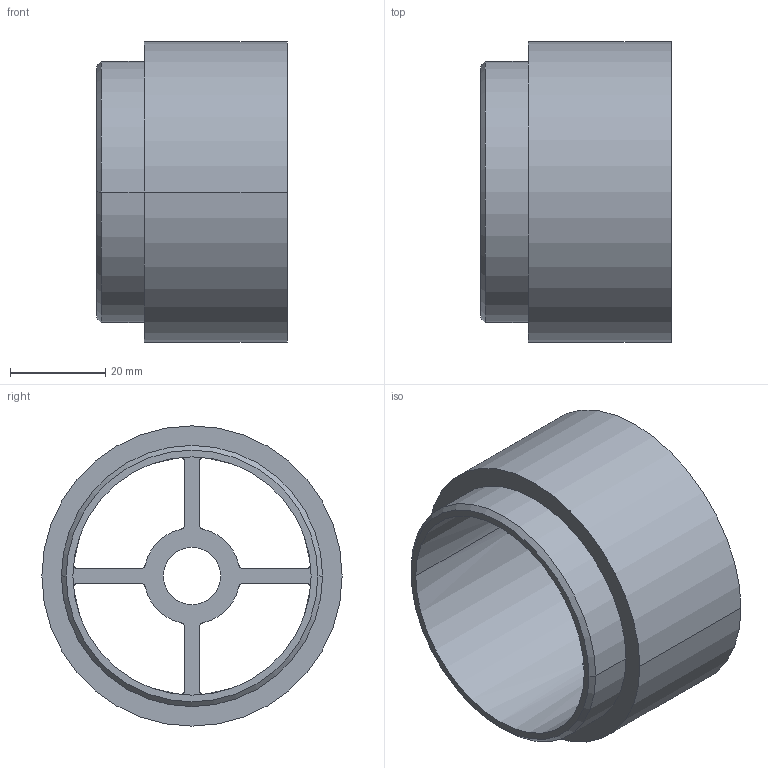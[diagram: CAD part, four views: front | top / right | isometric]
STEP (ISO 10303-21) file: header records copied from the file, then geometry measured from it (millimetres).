
FILE_DESCRIPTION (( 'STEP AP214' ), '1' );
FILE_NAME ('embout male v2.STEP', '2021-07-15T09:13:43', ( '' ), ( '' ), 'SwSTEP 2.0', 'SolidWorks 2020', '' );
FILE_SCHEMA (( 'AUTOMOTIVE_DESIGN' ));
Length unit declared in the file: millimetre
Products named in the file (1): embout male v2
Bounding box: 40 x 63 x 63 mm (x, y, z)
Volume: 41030.5 mm3; surface area: 18515.7 mm2
Topology: 1 solids, 1 shells, 50 faces, 146 edges, 96 vertices
Faces by surface type: cylinder 32, plane 14, cone 4
Entity records: 1752 total; most frequent: DIRECTION 328, CARTESIAN_POINT 293, ORIENTED_EDGE 292, EDGE_CURVE 146, AXIS2_PLACEMENT_3D 131, VERTEX_POINT 96, CIRCLE 80, VECTOR 66
